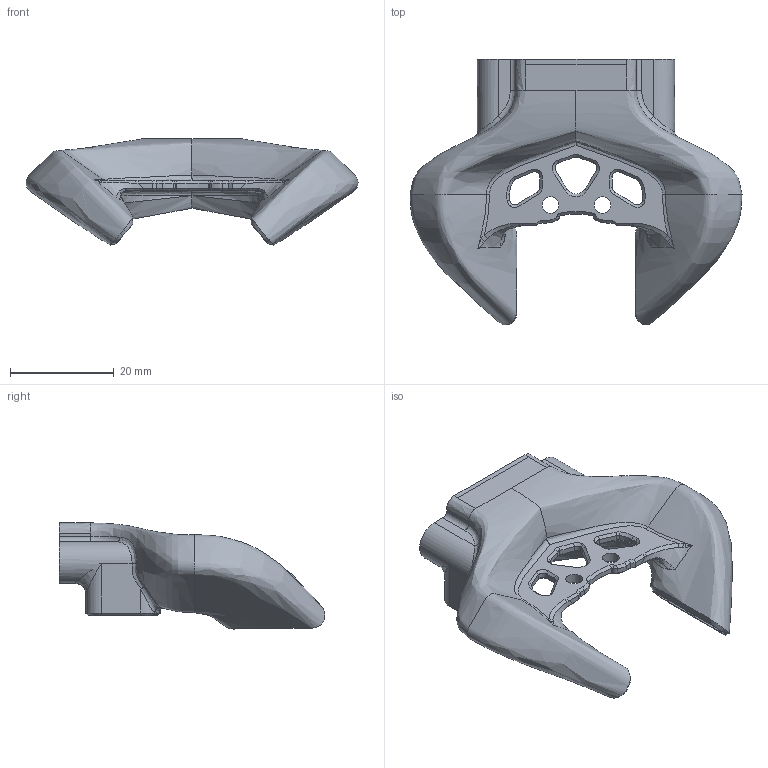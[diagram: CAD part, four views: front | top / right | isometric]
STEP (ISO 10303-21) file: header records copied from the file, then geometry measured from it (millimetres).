
FILE_DESCRIPTION(/* description */ (''),/* implementation_level */ '2;1');
FILE_NAME(/* name */ 'Chube Beacon Duct.step',/* time_stamp */ '2024-05-19T23:30:38-04:00',/* author */ (''),/* organization */ (''),/* preprocessor_version */ 'ST-DEVELOPER v20',/* originating_system */ 'Autodesk Translation Framework v13.14.0.145',/* authorisation */ '');
FILE_SCHEMA (('AUTOMOTIVE_DESIGN { 1 0 10303 214 3 1 1 }'));
Length unit declared in the file: millimetre
Products named in the file (1): Goliath short fan duct Beacon (1)
Bounding box: 64.01 x 51.12 x 20.46 mm (x, y, z)
Surface area: 10436.1 mm2 (no closed solid volume)
Topology: 0 solids, 1 shells, 315 faces, 830 edges, 504 vertices
Faces by surface type: bspline 168, plane 77, cylinder 34, cone 34, torus 2
Full cylindrical faces by diameter (mm): 3.2 x2, 4.4 x4
Entity records: 22351 total; most frequent: CARTESIAN_POINT 15711, ORIENTED_EDGE 1634, DIRECTION 909, EDGE_CURVE 817, VERTEX_POINT 502, LINE 345, VECTOR 345, EDGE_LOOP 333
